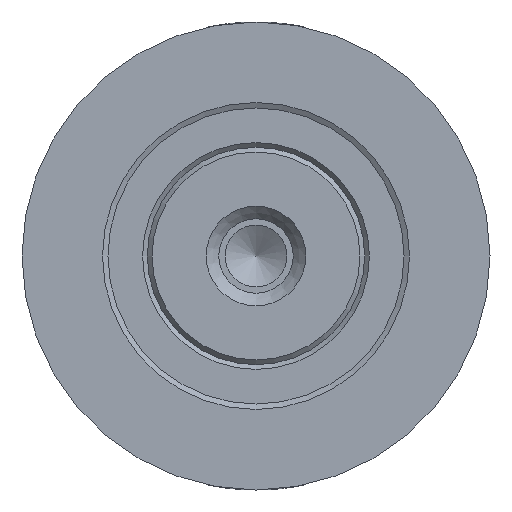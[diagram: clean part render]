
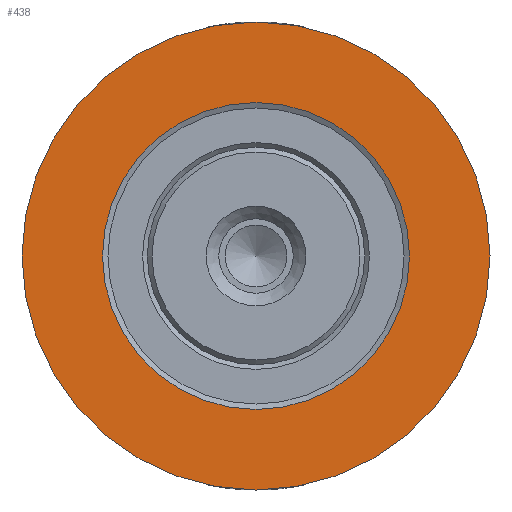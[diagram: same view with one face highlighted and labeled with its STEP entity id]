
A CAD part, front view. The second image highlights one B-rep face of the part: STEP entity #438.
In plain terms, the highlighted planar face has unit normal (0, -1, 0).
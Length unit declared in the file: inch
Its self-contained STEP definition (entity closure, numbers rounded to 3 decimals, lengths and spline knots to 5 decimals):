
#15=PLANE('',#508);
#24=FACE_BOUND('',#121,.T.);
#49=CIRCLE('',#487,0.48732);
#59=CIRCLE('',#505,0.743);
#90=FACE_OUTER_BOUND('',#120,.T.);
#120=EDGE_LOOP('',(#370));
#121=EDGE_LOOP('',(#371));
#211=VERTEX_POINT('',#1065);
#223=VERTEX_POINT('',#1234);
#255=EDGE_CURVE('',#211,#211,#49,.T.);
#275=EDGE_CURVE('',#223,#223,#59,.T.);
#370=ORIENTED_EDGE('',*,*,#275,.F.);
#371=ORIENTED_EDGE('',*,*,#255,.T.);
#438=ADVANCED_FACE('',(#90,#24),#15,.F.);
#487=AXIS2_PLACEMENT_3D('',#1067,#569,#570);
#505=AXIS2_PLACEMENT_3D('',#1235,#612,#613);
#508=AXIS2_PLACEMENT_3D('',#1452,#620,#621);
#569=DIRECTION('center_axis',(0.,1.,0.));
#570=DIRECTION('ref_axis',(0.,0.,1.));
#612=DIRECTION('center_axis',(0.,1.,0.));
#613=DIRECTION('ref_axis',(0.,0.,1.));
#620=DIRECTION('center_axis',(0.,1.,0.));
#621=DIRECTION('ref_axis',(0.,0.,1.));
#1065=CARTESIAN_POINT('',(0.,-2.46063,-0.48732));
#1067=CARTESIAN_POINT('Origin',(0.,-2.46063,0.));
#1234=CARTESIAN_POINT('',(0.,-2.46063,0.743));
#1235=CARTESIAN_POINT('Origin',(0.,-2.46063,0.));
#1452=CARTESIAN_POINT('Origin',(0.,-2.46063,0.));
